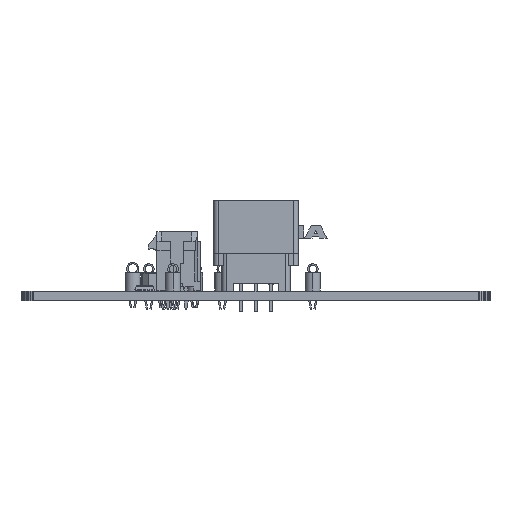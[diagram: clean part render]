
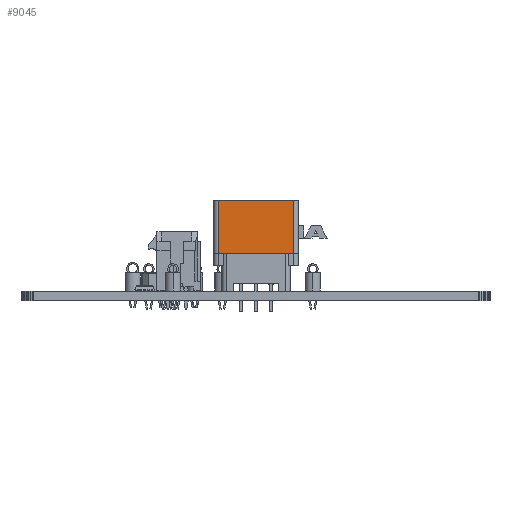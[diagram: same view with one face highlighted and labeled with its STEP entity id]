
A CAD part, front view. The second image highlights one B-rep face of the part: STEP entity #9045.
In plain terms, the highlighted face is planar.
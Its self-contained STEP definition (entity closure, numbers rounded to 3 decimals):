
#4939 = PLANE('',#4940);
#4940 = AXIS2_PLACEMENT_3D('',#4941,#4942,#4943);
#4941 = CARTESIAN_POINT('',(-7.112,-4.674,-8.89));
#4942 = DIRECTION('',(0.,0.,-1.));
#4943 = DIRECTION('',(0.,1.,0.));
#6833 = VERTEX_POINT('',#6834);
#6834 = CARTESIAN_POINT('',(6.35,4.674,-8.89));
#6849 = CYLINDRICAL_SURFACE('',#6850,0.762);
#6850 = AXIS2_PLACEMENT_3D('',#6851,#6852,#6853);
#6851 = CARTESIAN_POINT('',(6.35,3.912,-8.925));
#6852 = DIRECTION('',(0.,0.,1.));
#6853 = DIRECTION('',(1.,0.,-0.));
#6861 = EDGE_CURVE('',#6862,#6833,#6864,.T.);
#6862 = VERTEX_POINT('',#6863);
#6863 = CARTESIAN_POINT('',(-6.35,4.674,-8.89));
#6864 = SURFACE_CURVE('',#6865,(#6869,#6876),.PCURVE_S1.);
#6865 = LINE('',#6866,#6867);
#6866 = CARTESIAN_POINT('',(-6.35,4.674,-8.89));
#6867 = VECTOR('',#6868,1.);
#6868 = DIRECTION('',(1.,0.,0.));
#6869 = PCURVE('',#4939,#6870);
#6870 = DEFINITIONAL_REPRESENTATION('',(#6871),#6875);
#6871 = LINE('',#6872,#6873);
#6872 = CARTESIAN_POINT('',(9.347,0.762));
#6873 = VECTOR('',#6874,1.);
#6874 = DIRECTION('',(0.,1.));
#6875 = ( GEOMETRIC_REPRESENTATION_CONTEXT(2) 
PARAMETRIC_REPRESENTATION_CONTEXT() REPRESENTATION_CONTEXT('2D SPACE',''
  ) );
#6876 = PCURVE('',#6877,#6882);
#6877 = PLANE('',#6878);
#6878 = AXIS2_PLACEMENT_3D('',#6879,#6880,#6881);
#6879 = CARTESIAN_POINT('',(-7.112,4.674,-8.89));
#6880 = DIRECTION('',(0.,1.,0.));
#6881 = DIRECTION('',(0.,-0.,1.));
#6882 = DEFINITIONAL_REPRESENTATION('',(#6883),#6887);
#6883 = LINE('',#6884,#6885);
#6884 = CARTESIAN_POINT('',(0.,0.762));
#6885 = VECTOR('',#6886,1.);
#6886 = DIRECTION('',(0.,1.));
#6887 = ( GEOMETRIC_REPRESENTATION_CONTEXT(2) 
PARAMETRIC_REPRESENTATION_CONTEXT() REPRESENTATION_CONTEXT('2D SPACE',''
  ) );
#6906 = CYLINDRICAL_SURFACE('',#6907,0.762);
#6907 = AXIS2_PLACEMENT_3D('',#6908,#6909,#6910);
#6908 = CARTESIAN_POINT('',(-6.35,3.912,0.035));
#6909 = DIRECTION('',(0.,0.,-1.));
#6910 = DIRECTION('',(-1.,0.,0.));
#7408 = PLANE('',#7409);
#7409 = AXIS2_PLACEMENT_3D('',#7410,#7411,#7412);
#7410 = CARTESIAN_POINT('',(-7.112,4.674,0.));
#7411 = DIRECTION('',(0.,0.,1.));
#7412 = DIRECTION('',(0.,-1.,0.));
#9001 = VERTEX_POINT('',#9002);
#9002 = CARTESIAN_POINT('',(-6.35,4.674,0.));
#9024 = EDGE_CURVE('',#9001,#6862,#9025,.T.);
#9025 = SURFACE_CURVE('',#9026,(#9030,#9037),.PCURVE_S1.);
#9026 = LINE('',#9027,#9028);
#9027 = CARTESIAN_POINT('',(-6.35,4.674,0.));
#9028 = VECTOR('',#9029,1.);
#9029 = DIRECTION('',(0.,0.,-1.));
#9030 = PCURVE('',#6906,#9031);
#9031 = DEFINITIONAL_REPRESENTATION('',(#9032),#9036);
#9032 = LINE('',#9033,#9034);
#9033 = CARTESIAN_POINT('',(1.571,0.035));
#9034 = VECTOR('',#9035,1.);
#9035 = DIRECTION('',(0.,1.));
#9036 = ( GEOMETRIC_REPRESENTATION_CONTEXT(2) 
PARAMETRIC_REPRESENTATION_CONTEXT() REPRESENTATION_CONTEXT('2D SPACE',''
  ) );
#9037 = PCURVE('',#6877,#9038);
#9038 = DEFINITIONAL_REPRESENTATION('',(#9039),#9043);
#9039 = LINE('',#9040,#9041);
#9040 = CARTESIAN_POINT('',(8.89,0.762));
#9041 = VECTOR('',#9042,1.);
#9042 = DIRECTION('',(-1.,0.));
#9043 = ( GEOMETRIC_REPRESENTATION_CONTEXT(2) 
PARAMETRIC_REPRESENTATION_CONTEXT() REPRESENTATION_CONTEXT('2D SPACE',''
  ) );
#9045 = ADVANCED_FACE('',(#9046),#6877,.T.);
#9046 = FACE_BOUND('',#9047,.F.);
#9047 = EDGE_LOOP('',(#9048,#9049,#9050,#9073));
#9048 = ORIENTED_EDGE('',*,*,#9024,.T.);
#9049 = ORIENTED_EDGE('',*,*,#6861,.T.);
#9050 = ORIENTED_EDGE('',*,*,#9051,.T.);
#9051 = EDGE_CURVE('',#6833,#9052,#9054,.T.);
#9052 = VERTEX_POINT('',#9053);
#9053 = CARTESIAN_POINT('',(6.35,4.674,0.));
#9054 = SURFACE_CURVE('',#9055,(#9059,#9066),.PCURVE_S1.);
#9055 = LINE('',#9056,#9057);
#9056 = CARTESIAN_POINT('',(6.35,4.674,-8.89));
#9057 = VECTOR('',#9058,1.);
#9058 = DIRECTION('',(0.,0.,1.));
#9059 = PCURVE('',#6877,#9060);
#9060 = DEFINITIONAL_REPRESENTATION('',(#9061),#9065);
#9061 = LINE('',#9062,#9063);
#9062 = CARTESIAN_POINT('',(0.,13.462));
#9063 = VECTOR('',#9064,1.);
#9064 = DIRECTION('',(1.,0.));
#9065 = ( GEOMETRIC_REPRESENTATION_CONTEXT(2) 
PARAMETRIC_REPRESENTATION_CONTEXT() REPRESENTATION_CONTEXT('2D SPACE',''
  ) );
#9066 = PCURVE('',#6849,#9067);
#9067 = DEFINITIONAL_REPRESENTATION('',(#9068),#9072);
#9068 = LINE('',#9069,#9070);
#9069 = CARTESIAN_POINT('',(1.571,0.035));
#9070 = VECTOR('',#9071,1.);
#9071 = DIRECTION('',(0.,1.));
#9072 = ( GEOMETRIC_REPRESENTATION_CONTEXT(2) 
PARAMETRIC_REPRESENTATION_CONTEXT() REPRESENTATION_CONTEXT('2D SPACE',''
  ) );
#9073 = ORIENTED_EDGE('',*,*,#9074,.F.);
#9074 = EDGE_CURVE('',#9001,#9052,#9075,.T.);
#9075 = SURFACE_CURVE('',#9076,(#9080,#9087),.PCURVE_S1.);
#9076 = LINE('',#9077,#9078);
#9077 = CARTESIAN_POINT('',(-6.35,4.674,0.));
#9078 = VECTOR('',#9079,1.);
#9079 = DIRECTION('',(1.,0.,0.));
#9080 = PCURVE('',#6877,#9081);
#9081 = DEFINITIONAL_REPRESENTATION('',(#9082),#9086);
#9082 = LINE('',#9083,#9084);
#9083 = CARTESIAN_POINT('',(8.89,0.762));
#9084 = VECTOR('',#9085,1.);
#9085 = DIRECTION('',(0.,1.));
#9086 = ( GEOMETRIC_REPRESENTATION_CONTEXT(2) 
PARAMETRIC_REPRESENTATION_CONTEXT() REPRESENTATION_CONTEXT('2D SPACE',''
  ) );
#9087 = PCURVE('',#7408,#9088);
#9088 = DEFINITIONAL_REPRESENTATION('',(#9089),#9093);
#9089 = LINE('',#9090,#9091);
#9090 = CARTESIAN_POINT('',(0.,0.762));
#9091 = VECTOR('',#9092,1.);
#9092 = DIRECTION('',(0.,1.));
#9093 = ( GEOMETRIC_REPRESENTATION_CONTEXT(2) 
PARAMETRIC_REPRESENTATION_CONTEXT() REPRESENTATION_CONTEXT('2D SPACE',''
  ) );
